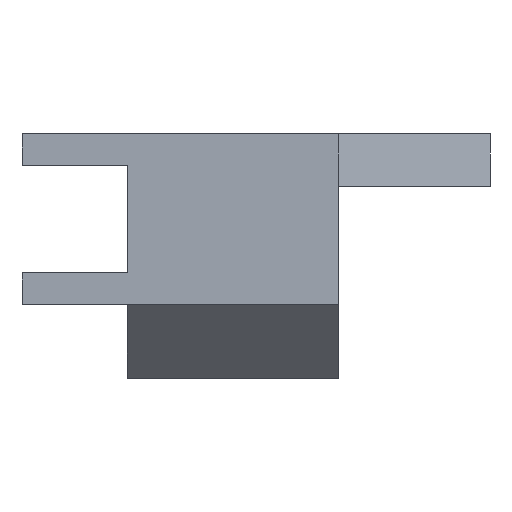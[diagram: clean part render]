
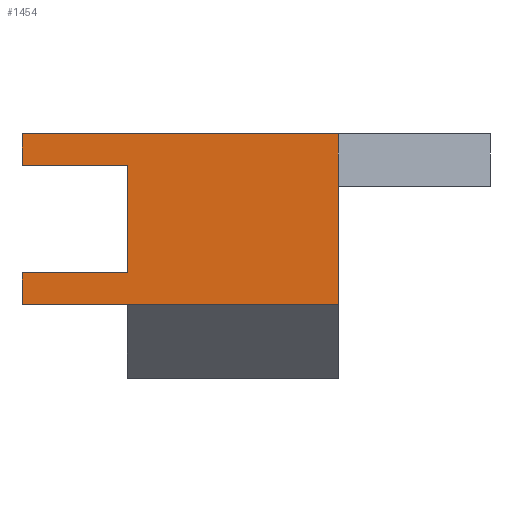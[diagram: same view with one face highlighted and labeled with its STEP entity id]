
A CAD part, front view. The second image highlights one B-rep face of the part: STEP entity #1454.
In plain terms, the highlighted planar face has unit normal (0, -1, 0).
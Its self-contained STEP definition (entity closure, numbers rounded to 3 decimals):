
#20 = VERTEX_POINT ( 'NONE', #1683 ) ;
#50 = VERTEX_POINT ( 'NONE', #354 ) ;
#88 = CARTESIAN_POINT ( 'NONE',  ( -121.268, -22., -10. ) ) ;
#99 = CARTESIAN_POINT ( 'NONE',  ( -101.268, -22., 0. ) ) ;
#108 = LINE ( 'NONE', #651, #948 ) ;
#114 = VERTEX_POINT ( 'NONE', #889 ) ;
#190 = VECTOR ( 'NONE', #828, 1000. ) ;
#228 = EDGE_CURVE ( 'NONE', #1630, #114, #108, .T. ) ;
#256 = DIRECTION ( 'NONE',  ( 0., 1., 0. ) ) ;
#303 = LINE ( 'NONE', #400, #397 ) ;
#306 = ORIENTED_EDGE ( 'NONE', *, *, #1691, .T. ) ;
#308 = CARTESIAN_POINT ( 'NONE',  ( -101.268, -22., 0. ) ) ;
#313 = EDGE_CURVE ( 'NONE', #1714, #1729, #303, .T. ) ;
#346 = LINE ( 'NONE', #1268, #1469 ) ;
#350 = LINE ( 'NONE', #634, #1612 ) ;
#354 = CARTESIAN_POINT ( 'NONE',  ( -101.268, -22., -1.8 ) ) ;
#369 = CARTESIAN_POINT ( 'NONE',  ( -131.268, -22., 0.2 ) ) ;
#397 = VECTOR ( 'NONE', #1639, 1000. ) ;
#400 = CARTESIAN_POINT ( 'NONE',  ( -131.268, -22., -10. ) ) ;
#433 = EDGE_CURVE ( 'NONE', #114, #50, #468, .T. ) ;
#440 = CARTESIAN_POINT ( 'NONE',  ( -131.268, -22., 0.2 ) ) ;
#468 = LINE ( 'NONE', #99, #486 ) ;
#483 = DIRECTION ( 'NONE',  ( 0., 0., 1. ) ) ;
#486 = VECTOR ( 'NONE', #612, 1000. ) ;
#514 = ORIENTED_EDGE ( 'NONE', *, *, #313, .F. ) ;
#522 = EDGE_CURVE ( 'NONE', #791, #1630, #731, .T. ) ;
#609 = VECTOR ( 'NONE', #754, 1000. ) ;
#612 = DIRECTION ( 'NONE',  ( 0., 0., -1. ) ) ;
#634 = CARTESIAN_POINT ( 'NONE',  ( -131.268, -22., -13. ) ) ;
#651 = CARTESIAN_POINT ( 'NONE',  ( -186.615, -22., 3.2 ) ) ;
#662 = ORIENTED_EDGE ( 'NONE', *, *, #915, .T. ) ;
#671 = ORIENTED_EDGE ( 'NONE', *, *, #522, .F. ) ;
#714 = CARTESIAN_POINT ( 'NONE',  ( -131.268, -22., -13. ) ) ;
#722 = ORIENTED_EDGE ( 'NONE', *, *, #964, .T. ) ;
#731 = LINE ( 'NONE', #1688, #1492 ) ;
#735 = CARTESIAN_POINT ( 'NONE',  ( -131.268, -22., -10. ) ) ;
#740 = CARTESIAN_POINT ( 'NONE',  ( -131.268, -22., 0. ) ) ;
#748 = CARTESIAN_POINT ( 'NONE',  ( -101.268, -22., -13. ) ) ;
#754 = DIRECTION ( 'NONE',  ( 0., 0., -1. ) ) ;
#784 = DIRECTION ( 'NONE',  ( 1., 0., 0. ) ) ;
#791 = VERTEX_POINT ( 'NONE', #440 ) ;
#794 = EDGE_LOOP ( 'NONE', ( #1372, #514, #722, #662, #1652, #1395, #1365, #671, #306 ) ) ;
#828 = DIRECTION ( 'NONE',  ( 0., 0., -1. ) ) ;
#862 = VERTEX_POINT ( 'NONE', #714 ) ;
#866 = DIRECTION ( 'NONE',  ( 0., 0., 1. ) ) ;
#880 = AXIS2_PLACEMENT_3D ( 'NONE', #1458, #256, #911 ) ;
#889 = CARTESIAN_POINT ( 'NONE',  ( -101.268, -22., 3.2 ) ) ;
#893 = EDGE_CURVE ( 'NONE', #50, #1686, #1502, .T. ) ;
#909 = VECTOR ( 'NONE', #1689, 1000. ) ;
#911 = DIRECTION ( 'NONE',  ( 0., 0., 1. ) ) ;
#915 = EDGE_CURVE ( 'NONE', #862, #1686, #350, .T. ) ;
#918 = PLANE ( 'NONE',  #880 ) ;
#925 = FACE_OUTER_BOUND ( 'NONE', #794, .T. ) ;
#948 = VECTOR ( 'NONE', #784, 1000. ) ;
#964 = EDGE_CURVE ( 'NONE', #1714, #862, #1019, .T. ) ;
#1019 = LINE ( 'NONE', #740, #609 ) ;
#1264 = EDGE_CURVE ( 'NONE', #1729, #20, #346, .T. ) ;
#1268 = CARTESIAN_POINT ( 'NONE',  ( -121.268, -22., 3.2 ) ) ;
#1274 = LINE ( 'NONE', #369, #909 ) ;
#1365 = ORIENTED_EDGE ( 'NONE', *, *, #228, .F. ) ;
#1372 = ORIENTED_EDGE ( 'NONE', *, *, #1264, .F. ) ;
#1389 = CARTESIAN_POINT ( 'NONE',  ( -131.268, -22., 3.2 ) ) ;
#1395 = ORIENTED_EDGE ( 'NONE', *, *, #433, .F. ) ;
#1454 = ADVANCED_FACE ( 'NONE', ( #925 ), #918, .F. ) ;
#1458 = CARTESIAN_POINT ( 'NONE',  ( -131.268, -22., 0. ) ) ;
#1469 = VECTOR ( 'NONE', #866, 1000. ) ;
#1492 = VECTOR ( 'NONE', #483, 1000. ) ;
#1502 = LINE ( 'NONE', #308, #190 ) ;
#1555 = DIRECTION ( 'NONE',  ( 1., 0., 0. ) ) ;
#1612 = VECTOR ( 'NONE', #1555, 1000. ) ;
#1630 = VERTEX_POINT ( 'NONE', #1389 ) ;
#1639 = DIRECTION ( 'NONE',  ( 1., 0., 0. ) ) ;
#1652 = ORIENTED_EDGE ( 'NONE', *, *, #893, .F. ) ;
#1683 = CARTESIAN_POINT ( 'NONE',  ( -121.268, -22., 0.2 ) ) ;
#1686 = VERTEX_POINT ( 'NONE', #748 ) ;
#1688 = CARTESIAN_POINT ( 'NONE',  ( -131.268, -22., 0. ) ) ;
#1689 = DIRECTION ( 'NONE',  ( 1., 0., 0. ) ) ;
#1691 = EDGE_CURVE ( 'NONE', #791, #20, #1274, .T. ) ;
#1714 = VERTEX_POINT ( 'NONE', #735 ) ;
#1729 = VERTEX_POINT ( 'NONE', #88 ) ;
